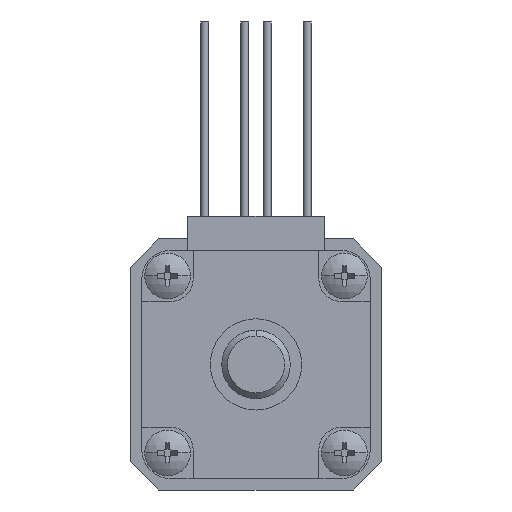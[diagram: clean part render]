
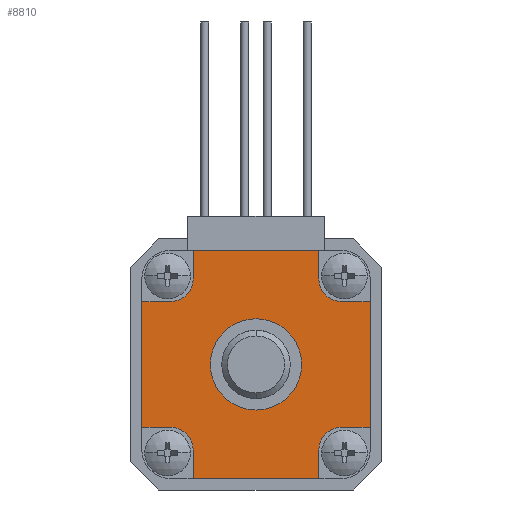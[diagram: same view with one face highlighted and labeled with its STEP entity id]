
A CAD part, front view. The second image highlights one B-rep face of the part: STEP entity #8810.
In plain terms, the highlighted planar face has unit normal (0, -1, 0).
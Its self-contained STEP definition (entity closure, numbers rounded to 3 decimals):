
#6 = DIRECTION ( 'NONE',  ( 0., 0., 1. ) ) ;
#43 = LINE ( 'NONE', #8189, #11106 ) ;
#211 = VECTOR ( 'NONE', #12589, 1000. ) ;
#536 = AXIS2_PLACEMENT_3D ( 'NONE', #23989, #3596, #14390 ) ;
#733 = DIRECTION ( 'NONE',  ( 0., 0., -1. ) ) ;
#1512 = EDGE_CURVE ( 'NONE', #20442, #19518, #20000, .T. ) ;
#1567 = VECTOR ( 'NONE', #12127, 1000. ) ;
#1629 = DIRECTION ( 'NONE',  ( 0., 0., 1. ) ) ;
#1648 = EDGE_CURVE ( 'NONE', #3135, #7900, #24869, .T. ) ;
#1773 = DIRECTION ( 'NONE',  ( 1., 0., 0. ) ) ;
#2065 = ORIENTED_EDGE ( 'NONE', *, *, #13174, .T. ) ;
#2164 = CARTESIAN_POINT ( 'NONE',  ( -5.5, 0., 7.5 ) ) ;
#2417 = DIRECTION ( 'NONE',  ( 0., 0., 1. ) ) ;
#2446 = CARTESIAN_POINT ( 'NONE',  ( -7.5, 0., -10. ) ) ;
#2546 = DIRECTION ( 'NONE',  ( 0., 1., 0. ) ) ;
#2605 = DIRECTION ( 'NONE',  ( 1., 0., 0. ) ) ;
#2693 = VERTEX_POINT ( 'NONE', #26013 ) ;
#2796 = VERTEX_POINT ( 'NONE', #12386 ) ;
#2918 = DIRECTION ( 'NONE',  ( 0., 0., 1. ) ) ;
#3112 = VECTOR ( 'NONE', #22942, 1000. ) ;
#3135 = VERTEX_POINT ( 'NONE', #12488 ) ;
#3337 = ORIENTED_EDGE ( 'NONE', *, *, #17024, .T. ) ;
#3475 = CARTESIAN_POINT ( 'NONE',  ( 5.5, 0., 7.5 ) ) ;
#3516 = CIRCLE ( 'NONE', #14567, 4. ) ;
#3596 = DIRECTION ( 'NONE',  ( 0., 1., 0. ) ) ;
#3706 = LINE ( 'NONE', #11573, #4475 ) ;
#3906 = CARTESIAN_POINT ( 'NONE',  ( -10., 0., 5.5 ) ) ;
#3943 = ORIENTED_EDGE ( 'NONE', *, *, #12536, .T. ) ;
#4082 = ORIENTED_EDGE ( 'NONE', *, *, #24201, .T. ) ;
#4434 = EDGE_LOOP ( 'NONE', ( #17850, #12249 ) ) ;
#4475 = VECTOR ( 'NONE', #11963, 1000. ) ;
#4499 = VECTOR ( 'NONE', #10064, 1000. ) ;
#4517 = VERTEX_POINT ( 'NONE', #2164 ) ;
#5076 = VECTOR ( 'NONE', #2605, 1000. ) ;
#5291 = EDGE_CURVE ( 'NONE', #6633, #14306, #8601, .T. ) ;
#5294 = ORIENTED_EDGE ( 'NONE', *, *, #24762, .T. ) ;
#5921 = VERTEX_POINT ( 'NONE', #11117 ) ;
#6005 = EDGE_CURVE ( 'NONE', #4517, #6627, #23991, .T. ) ;
#6026 = DIRECTION ( 'NONE',  ( 0., 1., 0. ) ) ;
#6603 = CARTESIAN_POINT ( 'NONE',  ( -10., 0., -5.5 ) ) ;
#6627 = VERTEX_POINT ( 'NONE', #24650 ) ;
#6633 = VERTEX_POINT ( 'NONE', #19189 ) ;
#7019 = VERTEX_POINT ( 'NONE', #8484 ) ;
#7332 = EDGE_CURVE ( 'NONE', #2693, #5921, #19455, .T. ) ;
#7566 = VERTEX_POINT ( 'NONE', #21865 ) ;
#7644 = DIRECTION ( 'NONE',  ( 0., 1., 0. ) ) ;
#7764 = ORIENTED_EDGE ( 'NONE', *, *, #24738, .F. ) ;
#7900 = VERTEX_POINT ( 'NONE', #24515 ) ;
#7989 = VERTEX_POINT ( 'NONE', #11189 ) ;
#8189 = CARTESIAN_POINT ( 'NONE',  ( 10., 0., -5.5 ) ) ;
#8484 = CARTESIAN_POINT ( 'NONE',  ( 5.5, 0., 10. ) ) ;
#8601 = LINE ( 'NONE', #16336, #25070 ) ;
#8810 = ADVANCED_FACE ( 'NONE', ( #9225, #20948 ), #19101, .F. ) ;
#8922 = DIRECTION ( 'NONE',  ( 0., 1., 0. ) ) ;
#9225 = FACE_BOUND ( 'NONE', #4434, .T. ) ;
#9831 = DIRECTION ( 'NONE',  ( 0., 0., 1. ) ) ;
#10064 = DIRECTION ( 'NONE',  ( -1., 0., 0. ) ) ;
#10684 = DIRECTION ( 'NONE',  ( 0., 0., 1. ) ) ;
#11106 = VECTOR ( 'NONE', #12588, 1000. ) ;
#11117 = CARTESIAN_POINT ( 'NONE',  ( 7.5, 0., -5.5 ) ) ;
#11189 = CARTESIAN_POINT ( 'NONE',  ( -5.5, 0., 10. ) ) ;
#11442 = EDGE_CURVE ( 'NONE', #12103, #16404, #21785, .T. ) ;
#11573 = CARTESIAN_POINT ( 'NONE',  ( -5.5, 0., 7.5 ) ) ;
#11744 = CARTESIAN_POINT ( 'NONE',  ( 10., 0., 5.5 ) ) ;
#11963 = DIRECTION ( 'NONE',  ( 0., 0., -1. ) ) ;
#12050 = AXIS2_PLACEMENT_3D ( 'NONE', #19128, #23629, #15256 ) ;
#12103 = VERTEX_POINT ( 'NONE', #17913 ) ;
#12127 = DIRECTION ( 'NONE',  ( -1., 0., 0. ) ) ;
#12189 = CARTESIAN_POINT ( 'NONE',  ( 10., 0., 5.5 ) ) ;
#12249 = ORIENTED_EDGE ( 'NONE', *, *, #11442, .T. ) ;
#12308 = EDGE_CURVE ( 'NONE', #16404, #12103, #3516, .T. ) ;
#12386 = CARTESIAN_POINT ( 'NONE',  ( 7.5, 0., 5.5 ) ) ;
#12488 = CARTESIAN_POINT ( 'NONE',  ( -10., 0., -5.5 ) ) ;
#12503 = EDGE_LOOP ( 'NONE', ( #4082, #24897, #18912, #18027, #24736, #2065, #13562, #7764, #15056, #18506, #19456, #17538, #5294, #3337, #3943, #21375 ) ) ;
#12536 = EDGE_CURVE ( 'NONE', #14983, #7019, #24222, .T. ) ;
#12558 = LINE ( 'NONE', #14688, #16012 ) ;
#12588 = DIRECTION ( 'NONE',  ( 1., 0., 0. ) ) ;
#12589 = DIRECTION ( 'NONE',  ( -1., 0., 0. ) ) ;
#13174 = EDGE_CURVE ( 'NONE', #7900, #6633, #13342, .T. ) ;
#13342 = CIRCLE ( 'NONE', #12050, 2. ) ;
#13507 = CARTESIAN_POINT ( 'NONE',  ( -7.5, 0., 7.5 ) ) ;
#13562 = ORIENTED_EDGE ( 'NONE', *, *, #5291, .T. ) ;
#14228 = EDGE_CURVE ( 'NONE', #5921, #19518, #43, .T. ) ;
#14306 = VERTEX_POINT ( 'NONE', #18455 ) ;
#14390 = DIRECTION ( 'NONE',  ( 0., 0., -1. ) ) ;
#14567 = AXIS2_PLACEMENT_3D ( 'NONE', #19054, #8922, #2918 ) ;
#14586 = LINE ( 'NONE', #2446, #211 ) ;
#14688 = CARTESIAN_POINT ( 'NONE',  ( 5.5, 0., -7.5 ) ) ;
#14832 = DIRECTION ( 'NONE',  ( 0., 0., 1. ) ) ;
#14983 = VERTEX_POINT ( 'NONE', #3475 ) ;
#15056 = ORIENTED_EDGE ( 'NONE', *, *, #26304, .T. ) ;
#15256 = DIRECTION ( 'NONE',  ( 0., 0., -1. ) ) ;
#15543 = CARTESIAN_POINT ( 'NONE',  ( 10., 0., -5.5 ) ) ;
#15553 = AXIS2_PLACEMENT_3D ( 'NONE', #17489, #17366, #14832 ) ;
#16003 = CARTESIAN_POINT ( 'NONE',  ( -10., 0., 5.5 ) ) ;
#16012 = VECTOR ( 'NONE', #2417, 1000. ) ;
#16321 = LINE ( 'NONE', #12189, #4499 ) ;
#16336 = CARTESIAN_POINT ( 'NONE',  ( -5.5, 0., -7.5 ) ) ;
#16404 = VERTEX_POINT ( 'NONE', #21953 ) ;
#16546 = LINE ( 'NONE', #23073, #3112 ) ;
#16821 = EDGE_CURVE ( 'NONE', #3135, #21272, #16546, .T. ) ;
#17024 = EDGE_CURVE ( 'NONE', #2796, #14983, #17176, .T. ) ;
#17149 = VECTOR ( 'NONE', #9831, 1000. ) ;
#17176 = CIRCLE ( 'NONE', #536, 2. ) ;
#17366 = DIRECTION ( 'NONE',  ( 0., 1., 0. ) ) ;
#17489 = CARTESIAN_POINT ( 'NONE',  ( -7.5, 0., 7.5 ) ) ;
#17538 = ORIENTED_EDGE ( 'NONE', *, *, #1512, .F. ) ;
#17800 = CARTESIAN_POINT ( 'NONE',  ( -7.5, 0., 10. ) ) ;
#17850 = ORIENTED_EDGE ( 'NONE', *, *, #12308, .T. ) ;
#17913 = CARTESIAN_POINT ( 'NONE',  ( 0., 0., 4. ) ) ;
#18027 = ORIENTED_EDGE ( 'NONE', *, *, #16821, .F. ) ;
#18380 = AXIS2_PLACEMENT_3D ( 'NONE', #23477, #2546, #10684 ) ;
#18423 = CARTESIAN_POINT ( 'NONE',  ( 7.5, 0., -7.5 ) ) ;
#18455 = CARTESIAN_POINT ( 'NONE',  ( -5.5, 0., -10. ) ) ;
#18506 = ORIENTED_EDGE ( 'NONE', *, *, #7332, .T. ) ;
#18912 = ORIENTED_EDGE ( 'NONE', *, *, #25613, .T. ) ;
#19054 = CARTESIAN_POINT ( 'NONE',  ( 0., 0., 0. ) ) ;
#19101 = PLANE ( 'NONE',  #15553 ) ;
#19128 = CARTESIAN_POINT ( 'NONE',  ( -7.5, 0., -7.5 ) ) ;
#19189 = CARTESIAN_POINT ( 'NONE',  ( -5.5, 0., -7.5 ) ) ;
#19455 = CIRCLE ( 'NONE', #25404, 2. ) ;
#19456 = ORIENTED_EDGE ( 'NONE', *, *, #14228, .T. ) ;
#19518 = VERTEX_POINT ( 'NONE', #15543 ) ;
#20000 = LINE ( 'NONE', #24612, #21655 ) ;
#20442 = VERTEX_POINT ( 'NONE', #11744 ) ;
#20473 = DIRECTION ( 'NONE',  ( 0., 0., -1. ) ) ;
#20524 = LINE ( 'NONE', #16003, #1567 ) ;
#20948 = FACE_OUTER_BOUND ( 'NONE', #12503, .T. ) ;
#21272 = VERTEX_POINT ( 'NONE', #3906 ) ;
#21375 = ORIENTED_EDGE ( 'NONE', *, *, #22286, .F. ) ;
#21655 = VECTOR ( 'NONE', #733, 1000. ) ;
#21785 = CIRCLE ( 'NONE', #18380, 4. ) ;
#21865 = CARTESIAN_POINT ( 'NONE',  ( 5.5, 0., -10. ) ) ;
#21953 = CARTESIAN_POINT ( 'NONE',  ( 0., 0., -4. ) ) ;
#22040 = LINE ( 'NONE', #17800, #22472 ) ;
#22286 = EDGE_CURVE ( 'NONE', #7989, #7019, #22040, .T. ) ;
#22472 = VECTOR ( 'NONE', #1773, 1000. ) ;
#22942 = DIRECTION ( 'NONE',  ( 0., 0., 1. ) ) ;
#23073 = CARTESIAN_POINT ( 'NONE',  ( -10., 0., 7.5 ) ) ;
#23477 = CARTESIAN_POINT ( 'NONE',  ( 0., 0., 0. ) ) ;
#23629 = DIRECTION ( 'NONE',  ( 0., 1., 0. ) ) ;
#23989 = CARTESIAN_POINT ( 'NONE',  ( 7.5, 0., 7.5 ) ) ;
#23991 = CIRCLE ( 'NONE', #24847, 2. ) ;
#24201 = EDGE_CURVE ( 'NONE', #7989, #4517, #3706, .T. ) ;
#24222 = LINE ( 'NONE', #24473, #17149 ) ;
#24473 = CARTESIAN_POINT ( 'NONE',  ( 5.5, 0., 7.5 ) ) ;
#24515 = CARTESIAN_POINT ( 'NONE',  ( -7.5, 0., -5.5 ) ) ;
#24612 = CARTESIAN_POINT ( 'NONE',  ( 10., 0., 7.5 ) ) ;
#24650 = CARTESIAN_POINT ( 'NONE',  ( -7.5, 0., 5.5 ) ) ;
#24736 = ORIENTED_EDGE ( 'NONE', *, *, #1648, .T. ) ;
#24738 = EDGE_CURVE ( 'NONE', #7566, #14306, #14586, .T. ) ;
#24762 = EDGE_CURVE ( 'NONE', #20442, #2796, #16321, .T. ) ;
#24847 = AXIS2_PLACEMENT_3D ( 'NONE', #13507, #7644, #1629 ) ;
#24869 = LINE ( 'NONE', #6603, #5076 ) ;
#24897 = ORIENTED_EDGE ( 'NONE', *, *, #6005, .T. ) ;
#25070 = VECTOR ( 'NONE', #20473, 1000. ) ;
#25404 = AXIS2_PLACEMENT_3D ( 'NONE', #18423, #6026, #6 ) ;
#25613 = EDGE_CURVE ( 'NONE', #6627, #21272, #20524, .T. ) ;
#26013 = CARTESIAN_POINT ( 'NONE',  ( 5.5, 0., -7.5 ) ) ;
#26304 = EDGE_CURVE ( 'NONE', #7566, #2693, #12558, .T. ) ;
